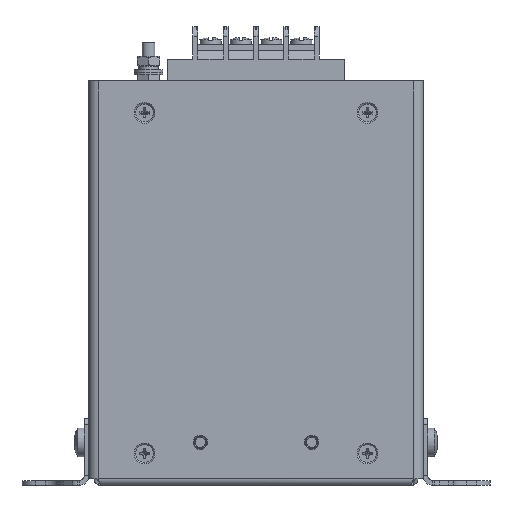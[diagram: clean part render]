
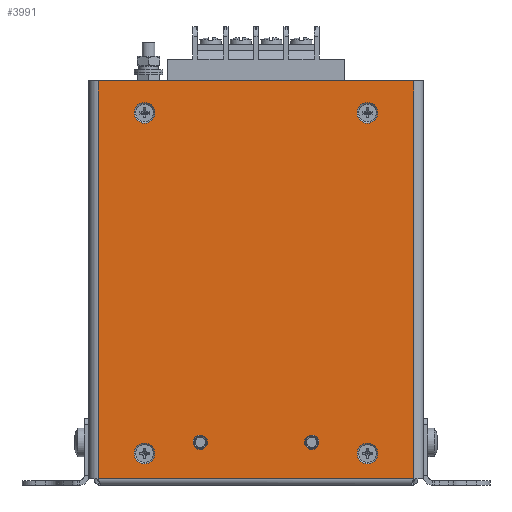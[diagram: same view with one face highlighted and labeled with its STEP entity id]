
A CAD part, front view. The second image highlights one B-rep face of the part: STEP entity #3991.
In plain terms, the highlighted planar face has unit normal (0, -1, 0).
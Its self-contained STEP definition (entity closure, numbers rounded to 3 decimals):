
#3991=ADVANCED_FACE('',(#17628,#17630,#17632,#17634,#17636,#17638,#17640),#17642,
.F.);
#17628=FACE_BOUND('',#17629,.T.);
#17629=EDGE_LOOP('',(#29289,#29290,#29291,#29292));
#17630=FACE_BOUND('',#17631,.T.);
#17631=EDGE_LOOP('',(#29293));
#17632=FACE_BOUND('',#17633,.T.);
#17633=EDGE_LOOP('',(#29294));
#17634=FACE_BOUND('',#17635,.T.);
#17635=EDGE_LOOP('',(#29295));
#17636=FACE_BOUND('',#17637,.T.);
#17637=EDGE_LOOP('',(#29296));
#17638=FACE_BOUND('',#17639,.T.);
#17639=EDGE_LOOP('',(#29297));
#17640=FACE_BOUND('',#17641,.T.);
#17641=EDGE_LOOP('',(#29298));
#17642=PLANE('',#17643);
#17643=AXIS2_PLACEMENT_3D('',#17644,#17645,#17646);
#17644=CARTESIAN_POINT('',(0.,0.,0.));
#17645=DIRECTION('',(0.,1.,0.));
#17646=DIRECTION('',(1.,0.,0.));
#29289=ORIENTED_EDGE('',*,*,#36533,.T.);
#29290=ORIENTED_EDGE('',*,*,#36534,.F.);
#29291=ORIENTED_EDGE('',*,*,#36535,.T.);
#29292=ORIENTED_EDGE('',*,*,#36536,.F.);
#29293=ORIENTED_EDGE('',*,*,#36537,.T.);
#29294=ORIENTED_EDGE('',*,*,#36538,.T.);
#29295=ORIENTED_EDGE('',*,*,#36524,.T.);
#29296=ORIENTED_EDGE('',*,*,#36522,.T.);
#29297=ORIENTED_EDGE('',*,*,#36539,.T.);
#29298=ORIENTED_EDGE('',*,*,#36540,.T.);
#36522=EDGE_CURVE('',#40146,#40146,#40147,.F.);
#36524=EDGE_CURVE('',#40150,#40150,#40151,.F.);
#36533=EDGE_CURVE('',#40168,#40169,#40170,.T.);
#36534=EDGE_CURVE('',#40171,#40169,#40172,.T.);
#36535=EDGE_CURVE('',#40171,#40173,#40174,.T.);
#36536=EDGE_CURVE('',#40168,#40173,#40175,.T.);
#36537=EDGE_CURVE('',#40176,#40176,#40177,.F.);
#36538=EDGE_CURVE('',#40178,#40178,#40179,.F.);
#36539=EDGE_CURVE('',#40180,#40180,#40181,.F.);
#36540=EDGE_CURVE('',#40182,#40182,#40183,.F.);
#40146=VERTEX_POINT('',#46240);
#40147=CIRCLE('',#46241,2.25);
#40150=VERTEX_POINT('',#46250);
#40151=CIRCLE('',#46251,2.25);
#40168=VERTEX_POINT('',#46291);
#40169=VERTEX_POINT('',#46292);
#40170=LINE('',#46293,#46294);
#40171=VERTEX_POINT('',#46296);
#40172=LINE('',#46297,#46298);
#40173=VERTEX_POINT('',#46300);
#40174=LINE('',#46301,#46302);
#40175=LINE('',#46304,#46305);
#40176=VERTEX_POINT('',#46307);
#40177=CIRCLE('',#46308,3.25);
#40178=VERTEX_POINT('',#46312);
#40179=CIRCLE('',#46313,3.25);
#40180=VERTEX_POINT('',#46317);
#40181=CIRCLE('',#46318,3.25);
#40182=VERTEX_POINT('',#46322);
#40183=CIRCLE('',#46323,3.25);
#46240=CARTESIAN_POINT('',(72.25,0.,-113.5));
#46241=AXIS2_PLACEMENT_3D('',#46242,#46243,#46244);
#46242=CARTESIAN_POINT('',(70.,0.,-113.5));
#46243=DIRECTION('',(-0.,-1.,-0.));
#46244=DIRECTION('',(1.,0.,0.));
#46250=CARTESIAN_POINT('',(37.25,0.,-113.5));
#46251=AXIS2_PLACEMENT_3D('',#46252,#46253,#46254);
#46252=CARTESIAN_POINT('',(35.,0.,-113.5));
#46253=DIRECTION('',(-0.,-1.,-0.));
#46254=DIRECTION('',(1.,0.,0.));
#46291=CARTESIAN_POINT('',(102.,0.,-125.));
#46292=CARTESIAN_POINT('',(102.,0.,0.));
#46293=CARTESIAN_POINT('',(102.,0.,-125.));
#46294=VECTOR('',#46295,1.);
#46295=DIRECTION('',(0.,0.,1.));
#46296=CARTESIAN_POINT('',(3.,0.,0.));
#46297=CARTESIAN_POINT('',(3.,0.,0.));
#46298=VECTOR('',#46299,1.);
#46299=DIRECTION('',(1.,0.,0.));
#46300=CARTESIAN_POINT('',(3.,0.,-125.));
#46301=CARTESIAN_POINT('',(3.,0.,0.));
#46302=VECTOR('',#46303,1.);
#46303=DIRECTION('',(0.,0.,-1.));
#46304=CARTESIAN_POINT('',(102.,0.,-125.));
#46305=VECTOR('',#46306,1.);
#46306=DIRECTION('',(-1.,0.,0.));
#46307=CARTESIAN_POINT('',(20.75,0.,-117.));
#46308=AXIS2_PLACEMENT_3D('',#46309,#46310,#46311);
#46309=CARTESIAN_POINT('',(17.5,0.,-117.));
#46310=DIRECTION('',(-0.,-1.,-0.));
#46311=DIRECTION('',(1.,0.,0.));
#46312=CARTESIAN_POINT('',(90.75,0.,-10.));
#46313=AXIS2_PLACEMENT_3D('',#46314,#46315,#46316);
#46314=CARTESIAN_POINT('',(87.5,0.,-10.));
#46315=DIRECTION('',(-0.,-1.,-0.));
#46316=DIRECTION('',(1.,0.,0.));
#46317=CARTESIAN_POINT('',(20.75,0.,-10.));
#46318=AXIS2_PLACEMENT_3D('',#46319,#46320,#46321);
#46319=CARTESIAN_POINT('',(17.5,0.,-10.));
#46320=DIRECTION('',(-0.,-1.,-0.));
#46321=DIRECTION('',(1.,0.,0.));
#46322=CARTESIAN_POINT('',(90.75,0.,-117.));
#46323=AXIS2_PLACEMENT_3D('',#46324,#46325,#46326);
#46324=CARTESIAN_POINT('',(87.5,0.,-117.));
#46325=DIRECTION('',(-0.,-1.,-0.));
#46326=DIRECTION('',(1.,0.,0.));
